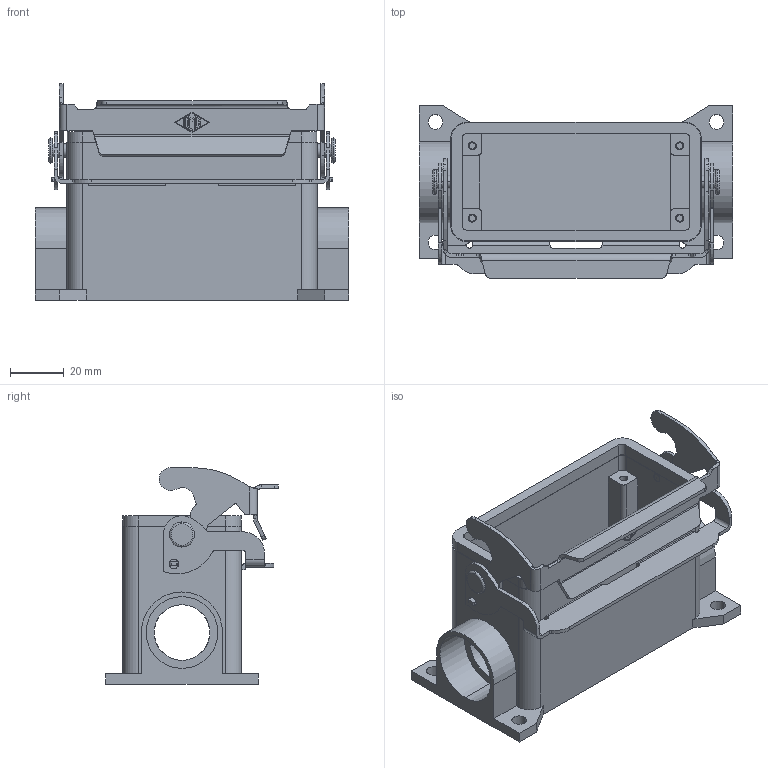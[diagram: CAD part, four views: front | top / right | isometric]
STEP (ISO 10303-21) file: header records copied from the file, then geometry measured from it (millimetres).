
FILE_DESCRIPTION((''),'2;1');
FILE_NAME('CVP 16 L2.stp','2007-01-05T08:27:38',('gembarski'),(''),'Autodesk Inventor 7','Autodesk Inventor 7','');
FILE_SCHEMA(('AUTOMOTIVE_DESIGN { 1 0 10303 214 1 1 1 1 }'));
Length unit declared in the file: millimetre
Products named in the file (1): CVP 16 L2
Bounding box: 117 x 64.48 x 81 mm (x, y, z)
Volume: 107514.5 mm3; surface area: 58048.4 mm2
Topology: 2 solids, 2 shells, 401 faces, 1089 edges, 720 vertices
Faces by surface type: plane 141, bspline 138, cylinder 116, torus 4, cone 2
Entity records: 15299 total; most frequent: CARTESIAN_POINT 5299, ORIENTED_EDGE 2170, DIRECTION 1959, EDGE_CURVE 1085, VERTEX_POINT 720, VECTOR 671, LINE 671, AXIS2_PLACEMENT_3D 644
